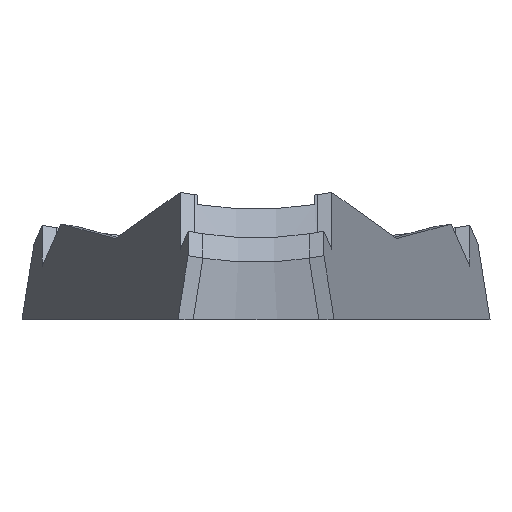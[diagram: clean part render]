
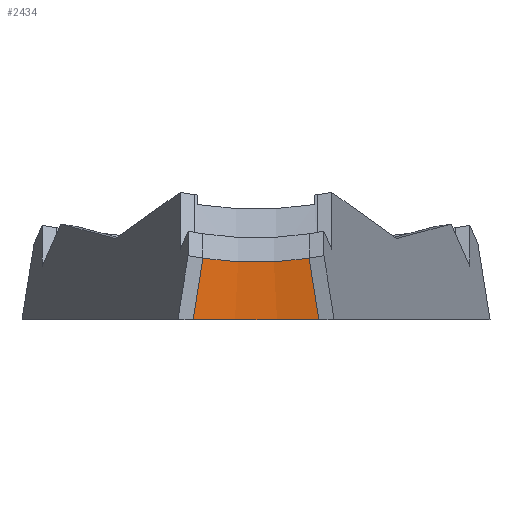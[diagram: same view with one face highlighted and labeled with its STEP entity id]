
A CAD part, front view. The second image highlights one B-rep face of the part: STEP entity #2434.
In plain terms, the highlighted conical face has half-angle 37.386 degrees and reference radius 20 mm.
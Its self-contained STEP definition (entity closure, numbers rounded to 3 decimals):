
#1025 = CYLINDRICAL_SURFACE('',#1026,20.);
#1026 = AXIS2_PLACEMENT_3D('',#1027,#1028,#1029);
#1027 = CARTESIAN_POINT('',(0.,5.79,
    20.114));
#1028 = DIRECTION('',(0.,-0.607,
    -0.795));
#1029 = DIRECTION('',(0.259,0.767,-0.586));
#1185 = PLANE('',#1186);
#1186 = AXIS2_PLACEMENT_3D('',#1187,#1188,#1189);
#1187 = CARTESIAN_POINT('',(5.176,19.319,6.));
#1188 = DIRECTION('',(0.206,0.978,0.016)
  );
#1189 = DIRECTION('',(0.157,-0.016,-0.987)
  );
#1212 = PLANE('',#1213);
#1213 = AXIS2_PLACEMENT_3D('',#1214,#1215,#1216);
#1214 = CARTESIAN_POINT('',(0.,0.,0.));
#1215 = DIRECTION('',(-0.,-0.,-1.));
#1216 = DIRECTION('',(-1.,0.,0.));
#1704 = PLANE('',#1705);
#1705 = AXIS2_PLACEMENT_3D('',#1706,#1707,#1708);
#1706 = CARTESIAN_POINT('',(-5.176,19.319,6.));
#1707 = DIRECTION('',(0.206,-0.978,-0.016
    ));
#1708 = DIRECTION('',(-0.157,-0.016,-0.987
    ));
#1837 = VERTEX_POINT('',#1838);
#1838 = CARTESIAN_POINT('',(-5.176,19.319,6.));
#1885 = EDGE_CURVE('',#1886,#1837,#1888,.T.);
#1886 = VERTEX_POINT('',#1887);
#1887 = CARTESIAN_POINT('',(5.176,19.319,6.));
#1888 = SURFACE_CURVE('',#1889,(#1894,#1901),.PCURVE_S1.);
#1889 = CIRCLE('',#1890,20.);
#1890 = AXIS2_PLACEMENT_3D('',#1891,#1892,#1893);
#1891 = CARTESIAN_POINT('',(0.,3.969,
    17.73));
#1892 = DIRECTION('',(0.,0.607,0.795)
  );
#1893 = DIRECTION('',(0.259,0.767,-0.586));
#1894 = PCURVE('',#1025,#1895);
#1895 = DEFINITIONAL_REPRESENTATION('',(#1896),#1900);
#1896 = LINE('',#1897,#1898);
#1897 = CARTESIAN_POINT('',(-0.,3.));
#1898 = VECTOR('',#1899,1.);
#1899 = DIRECTION('',(-1.,0.));
#1900 = ( GEOMETRIC_REPRESENTATION_CONTEXT(2) 
PARAMETRIC_REPRESENTATION_CONTEXT() REPRESENTATION_CONTEXT('2D SPACE',''
  ) );
#1901 = PCURVE('',#1902,#1907);
#1902 = CONICAL_SURFACE('',#1903,20.,0.653);
#1903 = AXIS2_PLACEMENT_3D('',#1904,#1905,#1906);
#1904 = CARTESIAN_POINT('',(0.,3.969,
    17.73));
#1905 = DIRECTION('',(0.,-0.607,
    -0.795));
#1906 = DIRECTION('',(0.259,0.767,-0.586));
#1907 = DEFINITIONAL_REPRESENTATION('',(#1908),#1912);
#1908 = LINE('',#1909,#1910);
#1909 = CARTESIAN_POINT('',(-0.,0.));
#1910 = VECTOR('',#1911,1.);
#1911 = DIRECTION('',(-1.,0.));
#1912 = ( GEOMETRIC_REPRESENTATION_CONTEXT(2) 
PARAMETRIC_REPRESENTATION_CONTEXT() REPRESENTATION_CONTEXT('2D SPACE',''
  ) );
#2198 = VERTEX_POINT('',#2199);
#2199 = CARTESIAN_POINT('',(6.131,19.219,0.));
#2218 = EDGE_CURVE('',#2219,#2198,#2221,.T.);
#2219 = VERTEX_POINT('',#2220);
#2220 = CARTESIAN_POINT('',(-6.131,19.219,0.));
#2221 = SURFACE_CURVE('',#2222,(#2227,#2234),.PCURVE_S1.);
#2222 = ELLIPSE('',#2223,70.765,45.643);
#2223 = AXIS2_PLACEMENT_3D('',#2224,#2225,#2226);
#2224 = CARTESIAN_POINT('',(0.,-50.905,0.));
#2225 = DIRECTION('',(-0.,0.,-1.));
#2226 = DIRECTION('',(0.,-1.,0.));
#2227 = PCURVE('',#1212,#2228);
#2228 = DEFINITIONAL_REPRESENTATION('',(#2229),#2233);
#2229 = ELLIPSE('',#2230,70.765,45.643);
#2230 = AXIS2_PLACEMENT_2D('',#2231,#2232);
#2231 = CARTESIAN_POINT('',(0.,-50.905));
#2232 = DIRECTION('',(0.,-1.));
#2233 = ( GEOMETRIC_REPRESENTATION_CONTEXT(2) 
PARAMETRIC_REPRESENTATION_CONTEXT() REPRESENTATION_CONTEXT('2D SPACE',''
  ) );
#2234 = PCURVE('',#1902,#2235);
#2235 = DEFINITIONAL_REPRESENTATION('',(#2236),#2243);
#2236 = B_SPLINE_CURVE_WITH_KNOTS('',5,(#2237,#2238,#2239,#2240,#2241,
    #2242),.UNSPECIFIED.,.F.,.F.,(6,6),(3.007,3.276),
  .PIECEWISE_BEZIER_KNOTS.);
#2237 = CARTESIAN_POINT('',(-0.524,4.828));
#2238 = CARTESIAN_POINT('',(-0.42,4.517));
#2239 = CARTESIAN_POINT('',(-0.315,4.36));
#2240 = CARTESIAN_POINT('',(-0.209,4.36));
#2241 = CARTESIAN_POINT('',(-0.104,4.517));
#2242 = CARTESIAN_POINT('',(0.,4.828));
#2243 = ( GEOMETRIC_REPRESENTATION_CONTEXT(2) 
PARAMETRIC_REPRESENTATION_CONTEXT() REPRESENTATION_CONTEXT('2D SPACE',''
  ) );
#2316 = EDGE_CURVE('',#1886,#2198,#2317,.T.);
#2317 = SURFACE_CURVE('',#2318,(#2322,#2329),.PCURVE_S1.);
#2318 = LINE('',#2319,#2320);
#2319 = CARTESIAN_POINT('',(5.176,19.319,6.));
#2320 = VECTOR('',#2321,1.);
#2321 = DIRECTION('',(0.157,-0.016,-0.987)
  );
#2322 = PCURVE('',#1185,#2323);
#2323 = DEFINITIONAL_REPRESENTATION('',(#2324),#2328);
#2324 = LINE('',#2325,#2326);
#2325 = CARTESIAN_POINT('',(0.,0.));
#2326 = VECTOR('',#2327,1.);
#2327 = DIRECTION('',(1.,0.));
#2328 = ( GEOMETRIC_REPRESENTATION_CONTEXT(2) 
PARAMETRIC_REPRESENTATION_CONTEXT() REPRESENTATION_CONTEXT('2D SPACE',''
  ) );
#2329 = PCURVE('',#1902,#2330);
#2330 = DEFINITIONAL_REPRESENTATION('',(#2331),#2335);
#2331 = LINE('',#2332,#2333);
#2332 = CARTESIAN_POINT('',(-0.,0.));
#2333 = VECTOR('',#2334,1.);
#2334 = DIRECTION('',(-0.,1.));
#2335 = ( GEOMETRIC_REPRESENTATION_CONTEXT(2) 
PARAMETRIC_REPRESENTATION_CONTEXT() REPRESENTATION_CONTEXT('2D SPACE',''
  ) );
#2411 = EDGE_CURVE('',#1837,#2219,#2412,.T.);
#2412 = SURFACE_CURVE('',#2413,(#2417,#2424),.PCURVE_S1.);
#2413 = LINE('',#2414,#2415);
#2414 = CARTESIAN_POINT('',(-5.176,19.319,6.));
#2415 = VECTOR('',#2416,1.);
#2416 = DIRECTION('',(-0.157,-0.016,-0.987
    ));
#2417 = PCURVE('',#1704,#2418);
#2418 = DEFINITIONAL_REPRESENTATION('',(#2419),#2423);
#2419 = LINE('',#2420,#2421);
#2420 = CARTESIAN_POINT('',(-0.,0.));
#2421 = VECTOR('',#2422,1.);
#2422 = DIRECTION('',(1.,0.));
#2423 = ( GEOMETRIC_REPRESENTATION_CONTEXT(2) 
PARAMETRIC_REPRESENTATION_CONTEXT() REPRESENTATION_CONTEXT('2D SPACE',''
  ) );
#2424 = PCURVE('',#1902,#2425);
#2425 = DEFINITIONAL_REPRESENTATION('',(#2426),#2430);
#2426 = LINE('',#2427,#2428);
#2427 = CARTESIAN_POINT('',(-0.524,0.));
#2428 = VECTOR('',#2429,1.);
#2429 = DIRECTION('',(-0.,1.));
#2430 = ( GEOMETRIC_REPRESENTATION_CONTEXT(2) 
PARAMETRIC_REPRESENTATION_CONTEXT() REPRESENTATION_CONTEXT('2D SPACE',''
  ) );
#2434 = ADVANCED_FACE('',(#2435),#1902,.F.);
#2435 = FACE_BOUND('',#2436,.T.);
#2436 = EDGE_LOOP('',(#2437,#2438,#2439,#2440));
#2437 = ORIENTED_EDGE('',*,*,#2316,.F.);
#2438 = ORIENTED_EDGE('',*,*,#1885,.T.);
#2439 = ORIENTED_EDGE('',*,*,#2411,.T.);
#2440 = ORIENTED_EDGE('',*,*,#2218,.T.);
